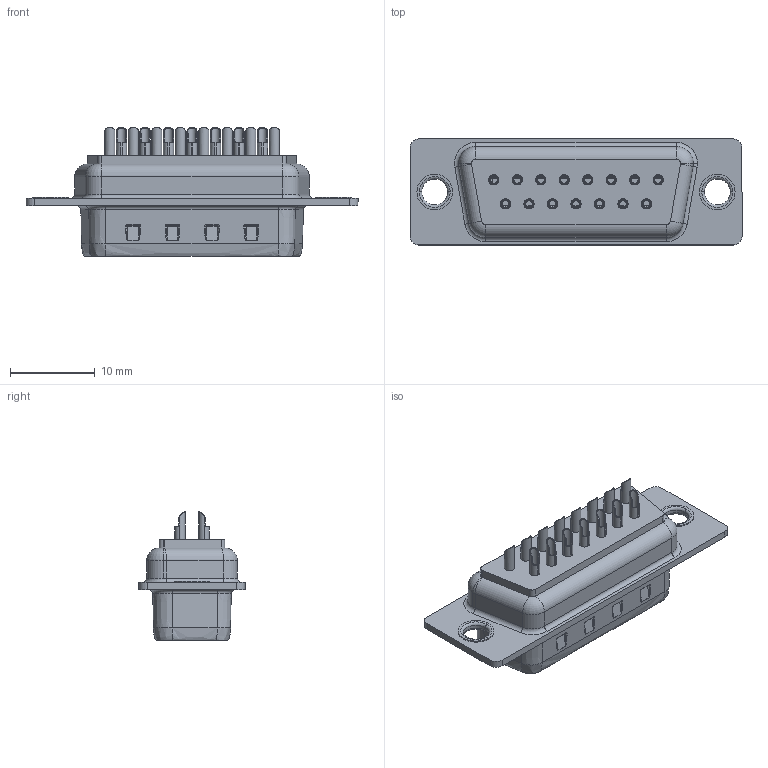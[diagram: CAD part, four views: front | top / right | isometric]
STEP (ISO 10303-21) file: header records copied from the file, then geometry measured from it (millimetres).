
FILE_DESCRIPTION (( 'STEP AP214' ), '1' );
FILE_NAME ('FDB1510-M0WS300K6KA-REF.STEP', '2025-07-23T07:40:31', ( '' ), ( '' ), 'SwSTEP 2.0', 'SolidWorks 2021', '' );
FILE_SCHEMA (( 'AUTOMOTIVE_DESIGN' ));
Length unit declared in the file: millimetre
Products named in the file (1): FDB1510-M0WS300K6KA-REF
Bounding box: 39.15 x 12.5 x 15.2 mm (x, y, z)
Volume: 1800.9 mm3; surface area: 2991.4 mm2
Topology: 1 solids, 1 shells, 816 faces, 2179 edges, 1325 vertices
Faces by surface type: plane 336, cylinder 309, sphere 81, bspline 56, torus 24, cone 10
Entity records: 26463 total; most frequent: CARTESIAN_POINT 7620, ORIENTED_EDGE 4072, DIRECTION 3847, EDGE_CURVE 2036, AXIS2_PLACEMENT_3D 1443, VERTEX_POINT 1258, LINE 961, VECTOR 961
